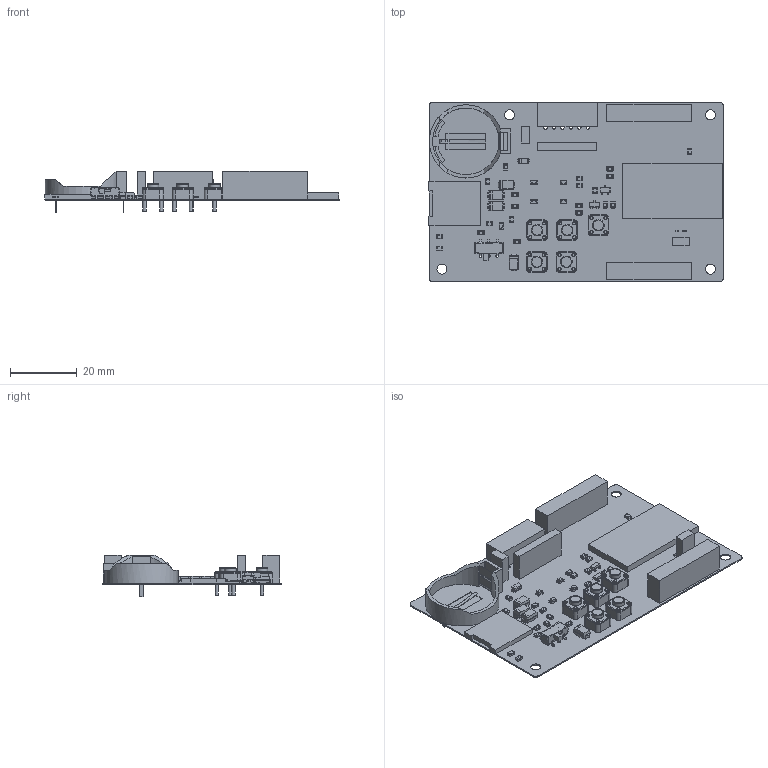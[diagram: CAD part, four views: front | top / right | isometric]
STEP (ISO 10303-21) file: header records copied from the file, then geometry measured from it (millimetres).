
FILE_DESCRIPTION(('Open CASCADE Model'),'2;1');
FILE_NAME('Open CASCADE Shape Model','2021-04-17T08:52:59',('Author'),( 'Open CASCADE'),'Open CASCADE STEP processor 6.8','Open CASCADE 6.8' ,'Unknown');
FILE_SCHEMA(('AUTOMOTIVE_DESIGN { 1 0 10303 214 1 1 1 1 }'));
Length unit declared in the file: millimetre
Products named in the file (76): PCB; Board; P6; 644366168; Extruded; Bat1; User_Library-CR2032_HOR_HOLD; C1; SW3dPS-0805_SMD_Capacitor; C2; C3; C4; C5; C6; C7; C8; User_Library-0402(1005M)_Cap; C9; D1; User_Library-DO-214AC_SMA; D2; D3; D4; LED1; alsrobot-LED0805(Y); LED2; LED3; LED4; LED5; P1; 644376504; P2; 644366848; P3; 644366712; P4; P5; 644366576; R1; R2 ...
Assembly tree (108 placements, depth 4):
  PCB
    Board
    P6
      644366168
        Extruded
    Bat1
      User_Library-CR2032_HOR_HOLD
    C1
      SW3dPS-0805_SMD_Capacitor
    C2
      SW3dPS-0805_SMD_Capacitor
    C3
      SW3dPS-0805_SMD_Capacitor
    C4
      SW3dPS-0805_SMD_Capacitor
    C5
      SW3dPS-0805_SMD_Capacitor
    C6
      SW3dPS-0805_SMD_Capacitor
    C7
      SW3dPS-0805_SMD_Capacitor
    C8
      User_Library-0402(1005M)_Cap
    C9
      User_Library-0402(1005M)_Cap
    D1
      User_Library-DO-214AC_SMA
    D2
      User_Library-DO-214AC_SMA
    D3
      User_Library-DO-214AC_SMA
    D4
      User_Library-DO-214AC_SMA
    LED1
      alsrobot-LED0805(Y)
    LED2
      alsrobot-LED0805(Y)
    LED3
      alsrobot-LED0805(Y)
    LED4
      alsrobot-LED0805(Y)
    LED5
      alsrobot-LED0805(Y)
    P1
      644376504
        Extruded
    P2
      644366848
        Extruded
    P3
      644366712
        Extruded
    P4
      644366848
        Extruded
    P5
      644366576
        Extruded
    R1
      SW3dPS-0805_SMD_Capacitor
Bounding box: 88.37 x 53.98 x 12.5 mm (x, y, z)
Volume: 8306 mm3; surface area: 17726.1 mm2
Topology: 57 solids, 57 shells, 3404 faces, 8422 edges, 5087 vertices
Faces by surface type: plane 1539, cylinder 836, bspline 824, sphere 160, torus 45
Full cylindrical faces by diameter (mm): 0.8 x7, 0.9 x58, 1 x47, 1.3 x2, 3 x4, 3.5 x5
Entity records: 40445 total; most frequent: CARTESIAN_POINT 9953, ORIENTED_EDGE 5140, DIRECTION 4959, EDGE_CURVE 2570, LINE 1809, VECTOR 1809, VERTEX_POINT 1649, AXIS2_PLACEMENT_3D 1575
